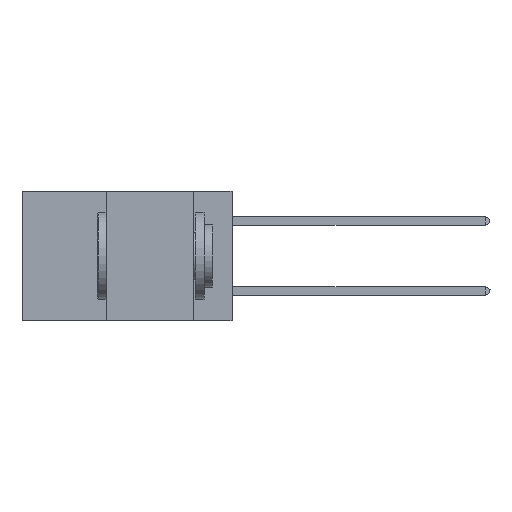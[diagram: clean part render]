
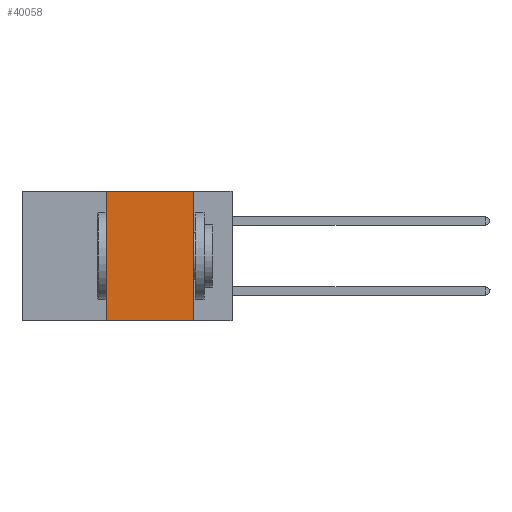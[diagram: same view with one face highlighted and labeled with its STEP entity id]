
A CAD part, left-side view. The second image highlights one B-rep face of the part: STEP entity #40058.
In plain terms, the highlighted planar face has unit normal (-1, 0, 0).
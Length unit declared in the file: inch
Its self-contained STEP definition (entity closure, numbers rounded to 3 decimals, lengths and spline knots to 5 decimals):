
#1174 = DIRECTION ( 'NONE',  ( 0., 0., -1. ) ) ;
#1318 = CARTESIAN_POINT ( 'NONE',  ( 0., 0.11, 0. ) ) ;
#2020 = AXIS2_PLACEMENT_3D ( 'NONE', #41873, #21718, #1174 ) ;
#2592 = VERTEX_POINT ( 'NONE', #13015 ) ;
#5383 = ORIENTED_EDGE ( 'NONE', *, *, #5515, .F. ) ;
#5515 = EDGE_CURVE ( 'NONE', #2592, #5955, #22435, .T. ) ;
#5955 = VERTEX_POINT ( 'NONE', #1318 ) ;
#6232 = LINE ( 'NONE', #33929, #39099 ) ;
#6811 = DIRECTION ( 'NONE',  ( 0., 0., -1. ) ) ;
#7524 = ORIENTED_EDGE ( 'NONE', *, *, #22064, .F. ) ;
#12856 = DIRECTION ( 'NONE',  ( 0., -1., 0. ) ) ;
#12929 = VECTOR ( 'NONE', #40396, 39.37008 ) ;
#13015 = CARTESIAN_POINT ( 'NONE',  ( 0., 0.36, 0. ) ) ;
#14490 = VECTOR ( 'NONE', #12856, 39.37008 ) ;
#15286 = EDGE_CURVE ( 'NONE', #39241, #32931, #15367, .T. ) ;
#15367 = LINE ( 'NONE', #16037, #41163 ) ;
#16037 = CARTESIAN_POINT ( 'NONE',  ( 0., 0.6, -0.37 ) ) ;
#20330 = ORIENTED_EDGE ( 'NONE', *, *, #31088, .F. ) ;
#21718 = DIRECTION ( 'NONE',  ( 1., 0., 0. ) ) ;
#21940 = LINE ( 'NONE', #30274, #12929 ) ;
#22064 = EDGE_CURVE ( 'NONE', #39241, #2592, #21940, .T. ) ;
#22435 = LINE ( 'NONE', #33082, #14490 ) ;
#24359 = CARTESIAN_POINT ( 'NONE',  ( 0., 0.11, -0.37 ) ) ;
#25627 = ORIENTED_EDGE ( 'NONE', *, *, #15286, .T. ) ;
#30274 = CARTESIAN_POINT ( 'NONE',  ( 0., 0.36, 0. ) ) ;
#31088 = EDGE_CURVE ( 'NONE', #5955, #32931, #6232, .T. ) ;
#31724 = PLANE ( 'NONE',  #2020 ) ;
#32931 = VERTEX_POINT ( 'NONE', #24359 ) ;
#33082 = CARTESIAN_POINT ( 'NONE',  ( 0., 0.6, 0. ) ) ;
#33929 = CARTESIAN_POINT ( 'NONE',  ( 0., 0.11, 0. ) ) ;
#34422 = EDGE_LOOP ( 'NONE', ( #20330, #5383, #7524, #25627 ) ) ;
#37378 = CARTESIAN_POINT ( 'NONE',  ( 0., 0.36, -0.37 ) ) ;
#39099 = VECTOR ( 'NONE', #6811, 39.37008 ) ;
#39241 = VERTEX_POINT ( 'NONE', #37378 ) ;
#39985 = FACE_OUTER_BOUND ( 'NONE', #34422, .T. ) ;
#40058 = ADVANCED_FACE ( 'NONE', ( #39985 ), #31724, .F. ) ;
#40396 = DIRECTION ( 'NONE',  ( 0., 0., 1. ) ) ;
#41163 = VECTOR ( 'NONE', #42950, 39.37008 ) ;
#41873 = CARTESIAN_POINT ( 'NONE',  ( 0., 0.6, 0. ) ) ;
#42950 = DIRECTION ( 'NONE',  ( 0., -1., 0. ) ) ;
